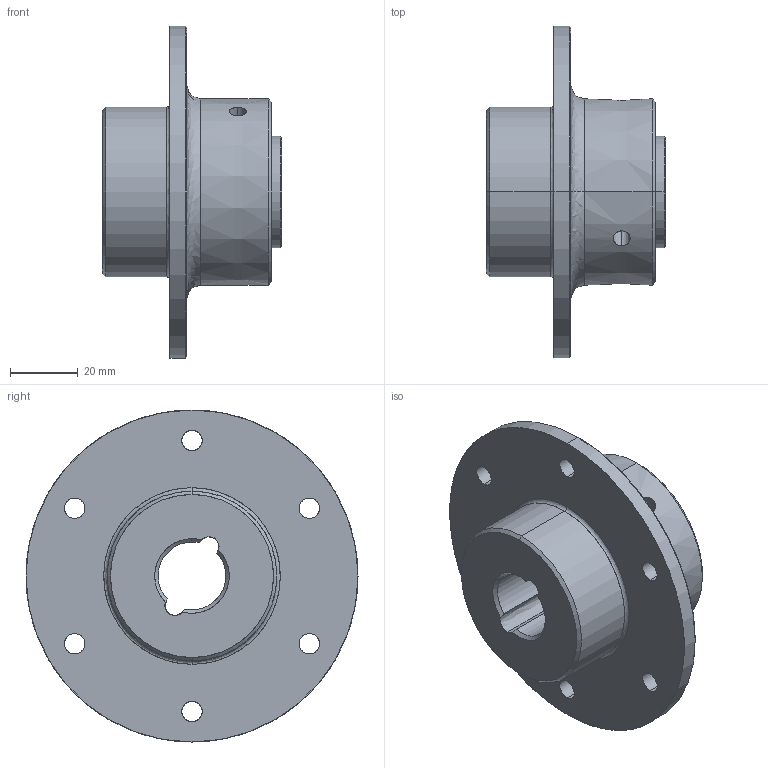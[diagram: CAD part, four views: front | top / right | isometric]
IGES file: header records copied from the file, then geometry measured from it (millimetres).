
Start section: SolidWorks IGES file using analytic representation for surfaces
Global section: file name: Flasque 2024 version 01.IGS; native system: SolidWorks 2016; preprocessor: SolidWorks 2016; author: gori_; date: 231205.214618; units: millimetre
Bounding box: 53 x 98 x 98 mm (x, y, z)
Surface area: 28771.2 mm2 (no closed solid volume)
Topology: 0 solids, 0 shells, 101 faces, 1870 edges, 1858 vertices
Faces by surface type: revolution 92, bspline 9
